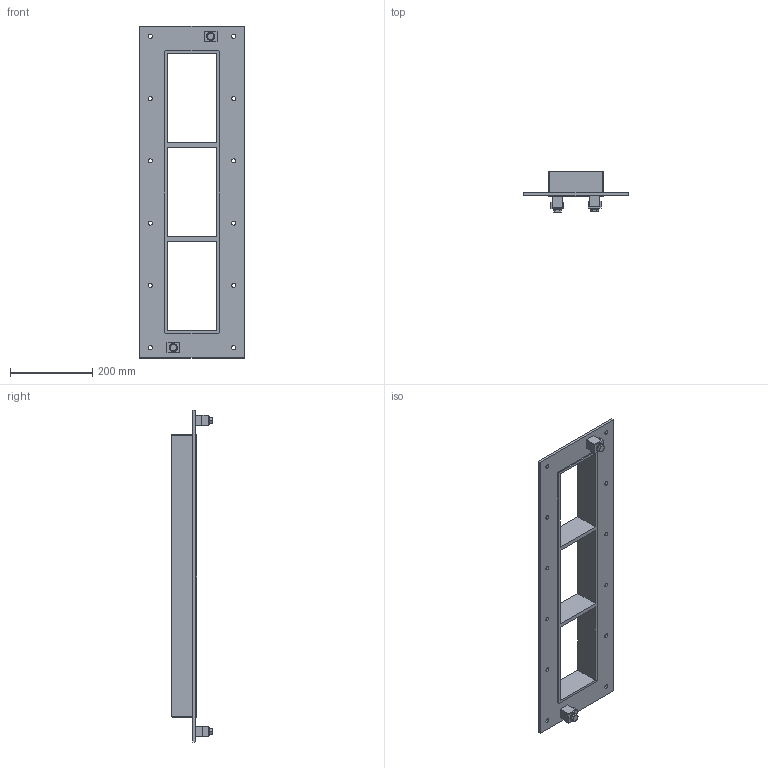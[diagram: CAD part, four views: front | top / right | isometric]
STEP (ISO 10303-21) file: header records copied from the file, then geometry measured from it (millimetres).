
FILE_DESCRIPTION((''),'2;1');
FILE_NAME('GHBG6+6+6X1.stp','2014-03-11T21:13:25',(''),(''),'Autodesk Inventor 2013','Autodesk Inventor 2013','');
FILE_SCHEMA(('AUTOMOTIVE_DESIGN { 1 0 10303 214 1 1 1 1 }'));
Length unit declared in the file: millimetre
Products named in the file (1): roxtec GH_BG
Bounding box: 252.5 x 97.91 x 806 mm (x, y, z)
Volume: 1443210.7 mm3; surface area: 492379.3 mm2
Topology: 9 solids, 9 shells, 127 faces, 320 edges, 217 vertices
Faces by surface type: plane 84, cylinder 33, cone 10
Full cylindrical faces by diameter (mm): 8.376 x2, 10 x14, 11 x4, 14.75 x2, 20 x2
Entity records: 3603 total; most frequent: CARTESIAN_POINT 635, DIRECTION 583, ORIENTED_EDGE 546, EDGE_CURVE 273, AXIS2_PLACEMENT_3D 200, EDGE_LOOP 199, VERTEX_POINT 198, VECTOR 183
